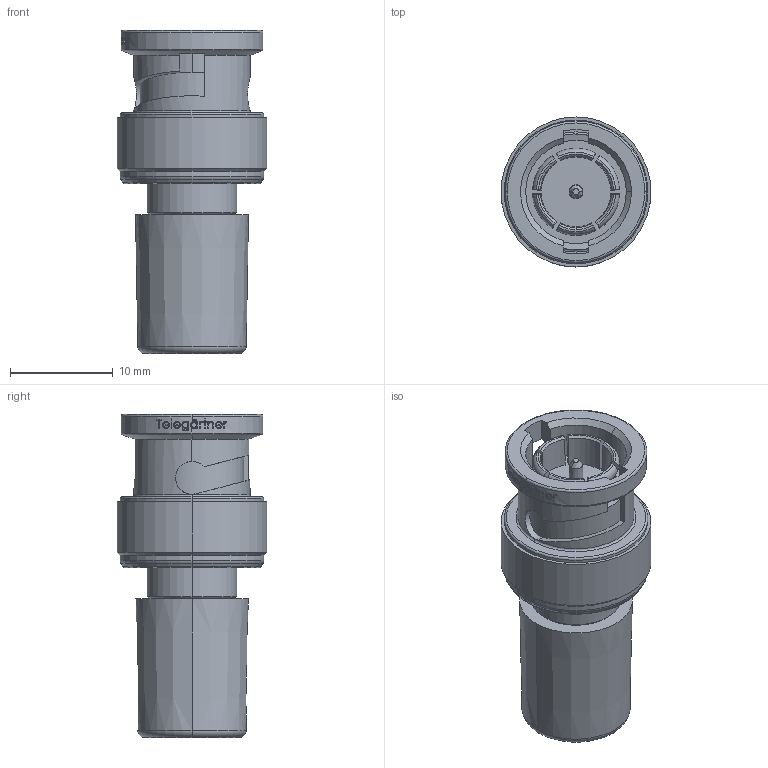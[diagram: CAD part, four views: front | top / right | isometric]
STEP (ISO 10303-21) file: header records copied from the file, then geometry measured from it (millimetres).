
FILE_DESCRIPTION (( 'STEP AP214' ), '1' );
FILE_NAME ('J01006A1373.STEP', '2018-02-28T13:03:53', ( '' ), ( '' ), 'SwSTEP 2.0', 'SolidWorks 2017', '' );
FILE_SCHEMA (( 'AUTOMOTIVE_DESIGN' ));
Length unit declared in the file: millimetre
Products named in the file (1): J01006A1373
Bounding box: 14.6 x 14.6 x 31.45 mm (x, y, z)
Volume: 3089.3 mm3; surface area: 1929.8 mm2
Topology: 1 solids, 1 shells, 333 faces, 869 edges, 568 vertices
Faces by surface type: plane 116, bspline 111, cylinder 60, cone 26, torus 20
Entity records: 18718 total; most frequent: CARTESIAN_POINT 7673, ORIENTED_EDGE 1738, DIRECTION 1193, EDGE_CURVE 869, VERTEX_POINT 568, AXIS2_PLACEMENT_3D 399, VECTOR 395, LINE 395
